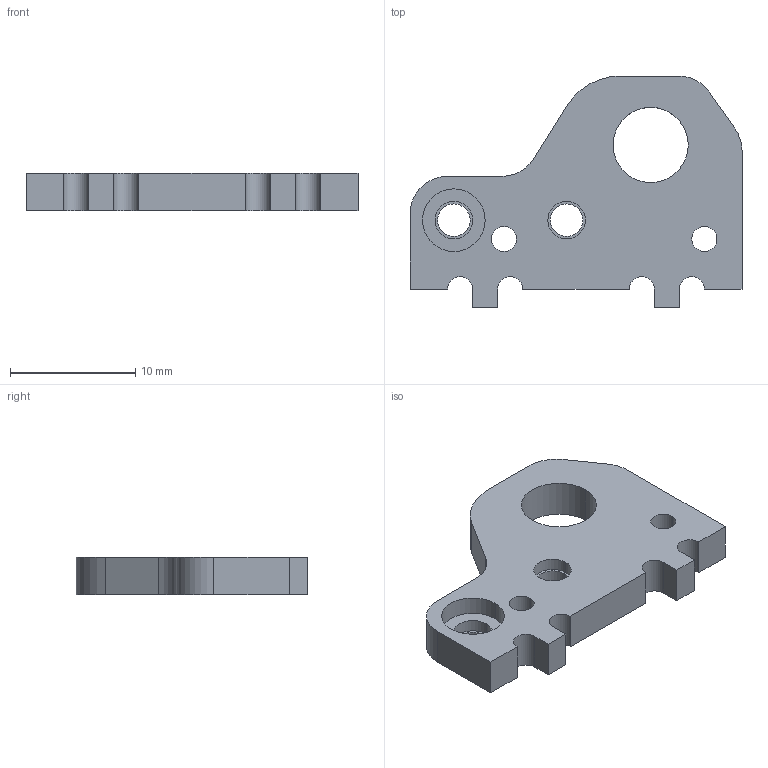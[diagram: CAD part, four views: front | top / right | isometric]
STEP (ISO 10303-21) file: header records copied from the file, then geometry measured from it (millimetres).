
FILE_DESCRIPTION (( 'STEP AP214' ), '1' );
FILE_NAME ('getriebe_gehause_rechts_1.STEP', '2017-05-29T09:26:51', ( '' ), ( '' ), 'SwSTEP 2.0', 'SolidWorks 2017', '' );
FILE_SCHEMA (( 'AUTOMOTIVE_DESIGN' ));
Length unit declared in the file: millimetre
Products named in the file (1): getriebe_gehause_rechts_1
Bounding box: 26.5 x 18.5 x 3 mm (x, y, z)
Volume: 878.3 mm3; surface area: 1027 mm2
Topology: 1 solids, 1 shells, 45 faces, 120 edges, 80 vertices
Faces by surface type: cylinder 25, plane 20
Entity records: 1478 total; most frequent: DIRECTION 262, CARTESIAN_POINT 246, ORIENTED_EDGE 240, EDGE_CURVE 120, AXIS2_PLACEMENT_3D 96, VERTEX_POINT 80, VECTOR 70, LINE 70
